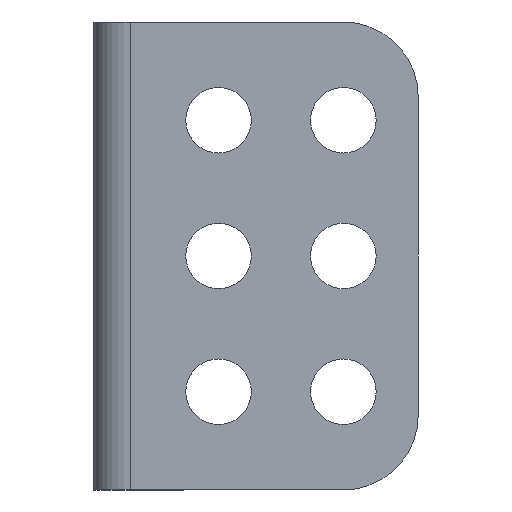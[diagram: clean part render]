
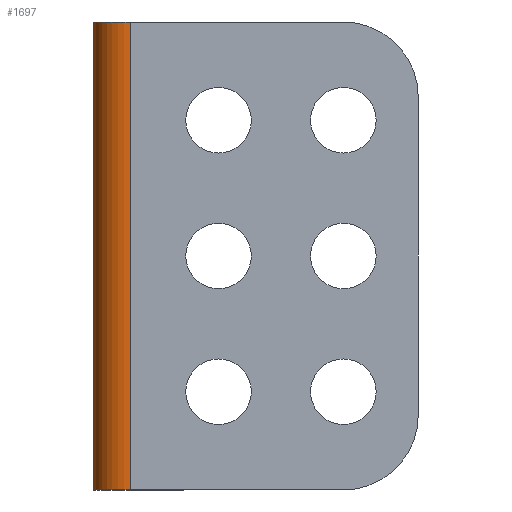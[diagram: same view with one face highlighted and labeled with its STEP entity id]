
A CAD part, left-side view. The second image highlights one B-rep face of the part: STEP entity #1697.
In plain terms, the highlighted cylindrical face has radius 2.34 mm (diameter 4.68 mm), a partial arc.
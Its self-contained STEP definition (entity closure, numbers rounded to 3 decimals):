
#24 = CARTESIAN_POINT ( 'NONE',  ( -47.952, -2.34, 50.298 ) ) ;
#42 = CYLINDRICAL_SURFACE ( 'NONE', #1888, 2.34 ) ;
#103 = DIRECTION ( 'NONE',  ( 0., 0., 1. ) ) ;
#203 = CARTESIAN_POINT ( 'NONE',  ( -45.612, 0., 20.298 ) ) ;
#211 = VECTOR ( 'NONE', #860, 1000. ) ;
#230 = VERTEX_POINT ( 'NONE', #203 ) ;
#255 = VECTOR ( 'NONE', #103, 1000. ) ;
#258 = CARTESIAN_POINT ( 'NONE',  ( -47.952, -2.34, 48.098 ) ) ;
#269 = DIRECTION ( 'NONE',  ( 0., 0., 1. ) ) ;
#360 = EDGE_CURVE ( 'NONE', #230, #1479, #1700, .T. ) ;
#419 = ORIENTED_EDGE ( 'NONE', *, *, #478, .T. ) ;
#439 = CARTESIAN_POINT ( 'NONE',  ( -45.612, 0., 50.298 ) ) ;
#478 = EDGE_CURVE ( 'NONE', #1634, #1479, #1910, .T. ) ;
#500 = AXIS2_PLACEMENT_3D ( 'NONE', #1874, #269, #883 ) ;
#527 = DIRECTION ( 'NONE',  ( 0., 0., 1. ) ) ;
#574 = CARTESIAN_POINT ( 'NONE',  ( -45.612, 0., 48.098 ) ) ;
#840 = EDGE_LOOP ( 'NONE', ( #419, #1096, #1875, #1538 ) ) ;
#860 = DIRECTION ( 'NONE',  ( 0., 0., 1. ) ) ;
#883 = DIRECTION ( 'NONE',  ( 1., 0., 0. ) ) ;
#903 = EDGE_CURVE ( 'NONE', #230, #1492, #1254, .T. ) ;
#1087 = DIRECTION ( 'NONE',  ( 0., 0., -1. ) ) ;
#1096 = ORIENTED_EDGE ( 'NONE', *, *, #360, .F. ) ;
#1112 = DIRECTION ( 'NONE',  ( 1., 0., 0. ) ) ;
#1254 = CIRCLE ( 'NONE', #500, 2.34 ) ;
#1272 = CARTESIAN_POINT ( 'NONE',  ( -47.952, -2.34, 20.298 ) ) ;
#1309 = CARTESIAN_POINT ( 'NONE',  ( -45.612, -2.34, 48.098 ) ) ;
#1396 = CARTESIAN_POINT ( 'NONE',  ( -45.612, -2.34, 50.298 ) ) ;
#1463 = FACE_OUTER_BOUND ( 'NONE', #840, .T. ) ;
#1479 = VERTEX_POINT ( 'NONE', #439 ) ;
#1492 = VERTEX_POINT ( 'NONE', #1272 ) ;
#1538 = ORIENTED_EDGE ( 'NONE', *, *, #1795, .T. ) ;
#1634 = VERTEX_POINT ( 'NONE', #24 ) ;
#1687 = LINE ( 'NONE', #258, #211 ) ;
#1697 = ADVANCED_FACE ( 'NONE', ( #1463 ), #42, .T. ) ;
#1700 = LINE ( 'NONE', #574, #255 ) ;
#1795 = EDGE_CURVE ( 'NONE', #1492, #1634, #1687, .T. ) ;
#1800 = DIRECTION ( 'NONE',  ( 1., 0., 0. ) ) ;
#1874 = CARTESIAN_POINT ( 'NONE',  ( -45.612, -2.34, 20.298 ) ) ;
#1875 = ORIENTED_EDGE ( 'NONE', *, *, #903, .T. ) ;
#1888 = AXIS2_PLACEMENT_3D ( 'NONE', #1309, #527, #1800 ) ;
#1910 = CIRCLE ( 'NONE', #1944, 2.34 ) ;
#1944 = AXIS2_PLACEMENT_3D ( 'NONE', #1396, #1087, #1112 ) ;
